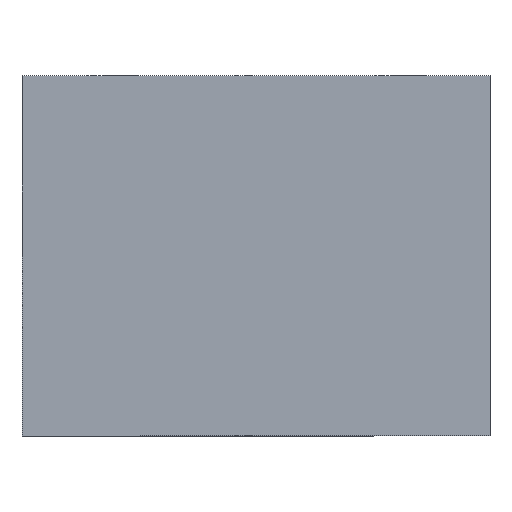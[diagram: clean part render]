
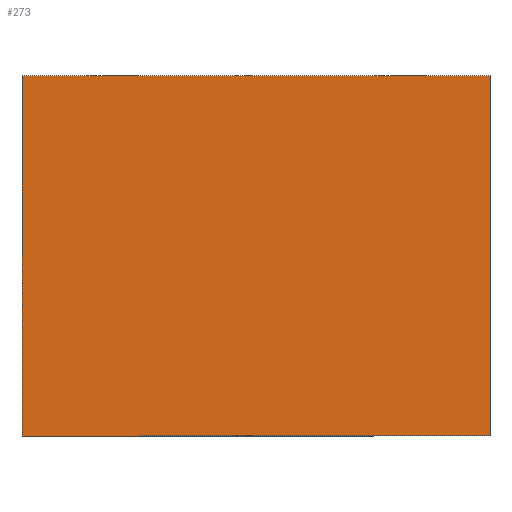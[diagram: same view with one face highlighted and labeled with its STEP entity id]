
A CAD part, left-side view. The second image highlights one B-rep face of the part: STEP entity #273.
In plain terms, the highlighted planar face has unit normal (-1, 0, 0).
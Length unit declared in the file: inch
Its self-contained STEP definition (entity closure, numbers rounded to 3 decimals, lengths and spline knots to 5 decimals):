
#23=PLANE('',#309);
#37=FACE_OUTER_BOUND('',#51,.T.);
#51=EDGE_LOOP('',(#209,#210,#211,#212));
#73=LINE('',#421,#101);
#74=LINE('',#423,#102);
#75=LINE('',#425,#103);
#76=LINE('',#426,#104);
#101=VECTOR('',#351,2.);
#102=VECTOR('',#352,2.6);
#103=VECTOR('',#353,2.);
#104=VECTOR('',#354,2.6);
#141=VERTEX_POINT('',#419);
#142=VERTEX_POINT('',#420);
#143=VERTEX_POINT('',#422);
#144=VERTEX_POINT('',#424);
#169=EDGE_CURVE('',#141,#142,#73,.T.);
#170=EDGE_CURVE('',#143,#141,#74,.T.);
#171=EDGE_CURVE('',#143,#144,#75,.T.);
#172=EDGE_CURVE('',#144,#142,#76,.T.);
#209=ORIENTED_EDGE('',*,*,#169,.F.);
#210=ORIENTED_EDGE('',*,*,#170,.F.);
#211=ORIENTED_EDGE('',*,*,#171,.T.);
#212=ORIENTED_EDGE('',*,*,#172,.T.);
#273=ADVANCED_FACE('',(#37),#23,.T.);
#309=AXIS2_PLACEMENT_3D('',#418,#349,#350);
#349=DIRECTION('center_axis',(-1.,0.,0.));
#350=DIRECTION('ref_axis',(0.,1.,0.));
#351=DIRECTION('',(0.,0.,1.));
#352=DIRECTION('',(0.,1.,0.));
#353=DIRECTION('',(0.,0.,1.));
#354=DIRECTION('',(0.,1.,0.));
#418=CARTESIAN_POINT('Origin',(0.,-1.3,0.));
#419=CARTESIAN_POINT('',(0.,1.3,0.));
#420=CARTESIAN_POINT('',(0.,1.3,2.));
#421=CARTESIAN_POINT('',(0.,1.3,0.));
#422=CARTESIAN_POINT('',(0.,-1.3,0.));
#423=CARTESIAN_POINT('',(0.,-1.3,0.));
#424=CARTESIAN_POINT('',(0.,-1.3,2.));
#425=CARTESIAN_POINT('',(0.,-1.3,0.));
#426=CARTESIAN_POINT('',(0.,-1.3,2.));
